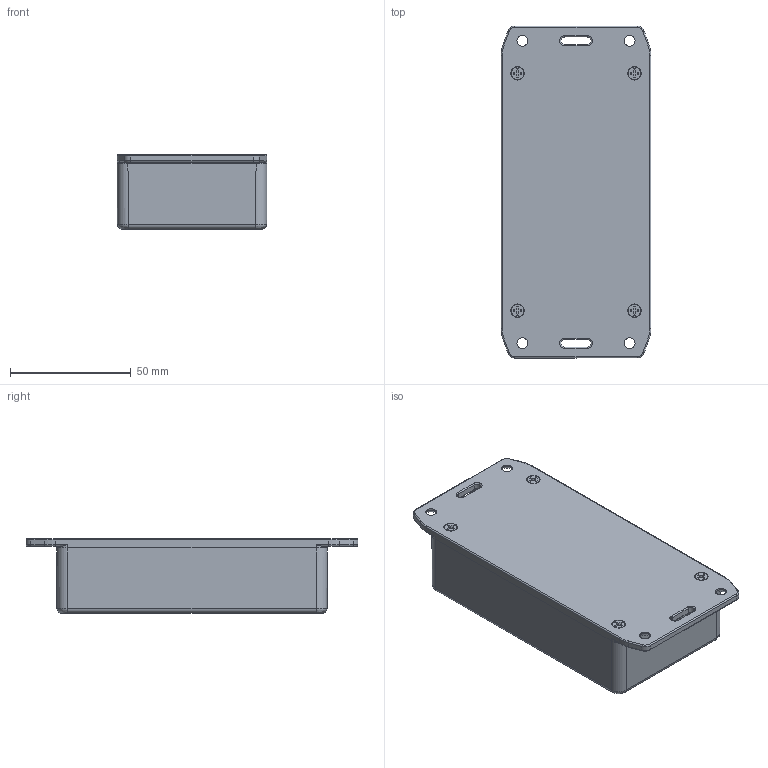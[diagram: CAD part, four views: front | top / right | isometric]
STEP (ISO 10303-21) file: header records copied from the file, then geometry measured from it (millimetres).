
FILE_DESCRIPTION(/* description */ (''),/* implementation_level */ '2;1');
FILE_NAME(/* name */ '1591BSFL.iam.stp',/* time_stamp */ '2015-06-03T10:00:17-04:00',/* author */ ('gdineen'),/* organization */ (''),/* preprocessor_version */ 'ST-DEVELOPER v15.6',/* originating_system */ 'Autodesk Inventor 2015',/* authorisation */ '');
FILE_SCHEMA (('AUTOMOTIVE_DESIGN { 1 0 10303 214 3 1 1 }'));
Products named in the file (4): 1591BS Box; 1591B Flange Lid; #27378; 1591BSFL
Assembly tree (2 placements, depth 2):
  #27378
  1591BSFL
    1591BS Box
    1591B Flange Lid
Bounding box: 62 x 137.4 x 30.8 mm (x, y, z)
Volume: 59043.9 mm3; surface area: 57733.2 mm2
Topology: 6 solids, 6 shells, 936 faces, 2507 edges, 1638 vertices
Faces by surface type: plane 584, cylinder 166, bspline 110, cone 48, torus 28
Full cylindrical faces by diameter (mm): 2.4 x4, 2.946 x4, 3.2 x4, 4.5 x4, 5.232 x4, 5.6 x4, 8 x4
Entity records: 27368 total; most frequent: CARTESIAN_POINT 6563, ORIENTED_EDGE 4464, DIRECTION 3887, EDGE_CURVE 2232, LINE 1623, VECTOR 1623, VERTEX_POINT 1487, AXIS2_PLACEMENT_3D 1132
